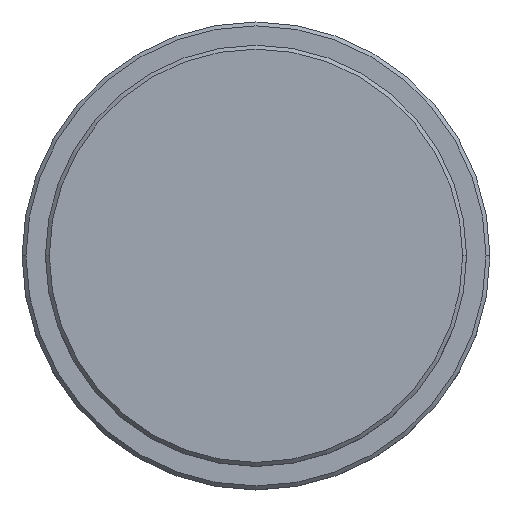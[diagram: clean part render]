
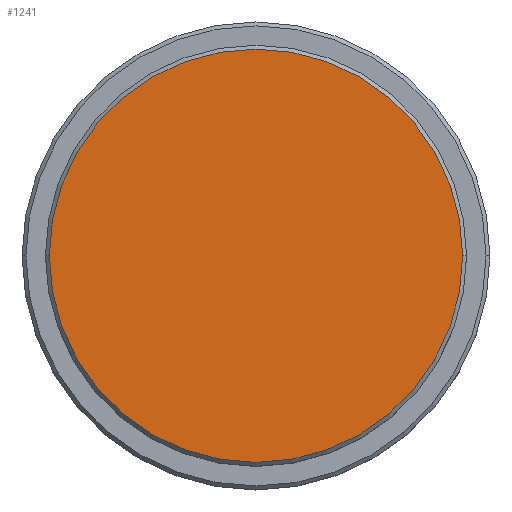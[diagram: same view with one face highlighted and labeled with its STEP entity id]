
A CAD part, top view. The second image highlights one B-rep face of the part: STEP entity #1241.
In plain terms, the highlighted planar face has unit normal (0, 0, 1).
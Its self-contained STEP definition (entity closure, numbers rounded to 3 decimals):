
#16 = AXIS2_PLACEMENT_3D ( 'NONE', #1409, #839, #1072 ) ;
#88 = EDGE_LOOP ( 'NONE', ( #469, #1149 ) ) ;
#159 = CARTESIAN_POINT ( 'NONE',  ( 0., 0., 0. ) ) ;
#192 = AXIS2_PLACEMENT_3D ( 'NONE', #856, #531, #840 ) ;
#252 = VERTEX_POINT ( 'NONE', #909 ) ;
#286 = CARTESIAN_POINT ( 'NONE',  ( 26.5, 0., 0. ) ) ;
#469 = ORIENTED_EDGE ( 'NONE', *, *, #982, .T. ) ;
#531 = DIRECTION ( 'NONE',  ( 0., 0., 1. ) ) ;
#559 = DIRECTION ( 'NONE',  ( 1., 0., 0. ) ) ;
#731 = PLANE ( 'NONE',  #16 ) ;
#798 = CIRCLE ( 'NONE', #192, 26.5 ) ;
#800 = CIRCLE ( 'NONE', #875, 26.5 ) ;
#839 = DIRECTION ( 'NONE',  ( 0., 0., 1. ) ) ;
#840 = DIRECTION ( 'NONE',  ( 1., 0., 0. ) ) ;
#856 = CARTESIAN_POINT ( 'NONE',  ( 0., 0., 0. ) ) ;
#875 = AXIS2_PLACEMENT_3D ( 'NONE', #159, #1220, #559 ) ;
#887 = VERTEX_POINT ( 'NONE', #286 ) ;
#909 = CARTESIAN_POINT ( 'NONE',  ( -26.5, 0., 0. ) ) ;
#982 = EDGE_CURVE ( 'NONE', #252, #887, #798, .T. ) ;
#1072 = DIRECTION ( 'NONE',  ( 1., 0., 0. ) ) ;
#1091 = EDGE_CURVE ( 'NONE', #887, #252, #800, .T. ) ;
#1149 = ORIENTED_EDGE ( 'NONE', *, *, #1091, .T. ) ;
#1220 = DIRECTION ( 'NONE',  ( 0., 0., 1. ) ) ;
#1241 = ADVANCED_FACE ( 'NONE', ( #1401 ), #731, .T. ) ;
#1401 = FACE_OUTER_BOUND ( 'NONE', #88, .T. ) ;
#1409 = CARTESIAN_POINT ( 'NONE',  ( 0., 0., 0. ) ) ;
